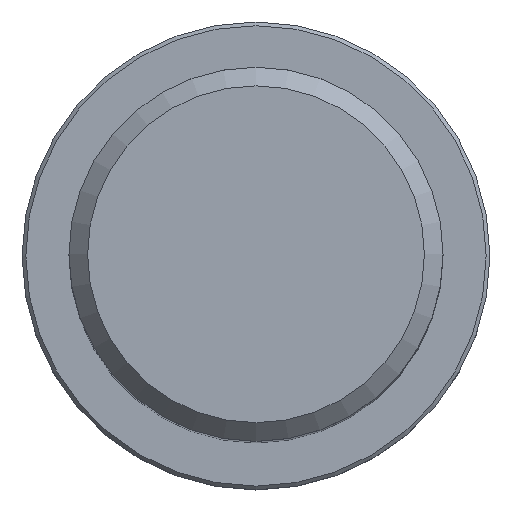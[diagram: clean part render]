
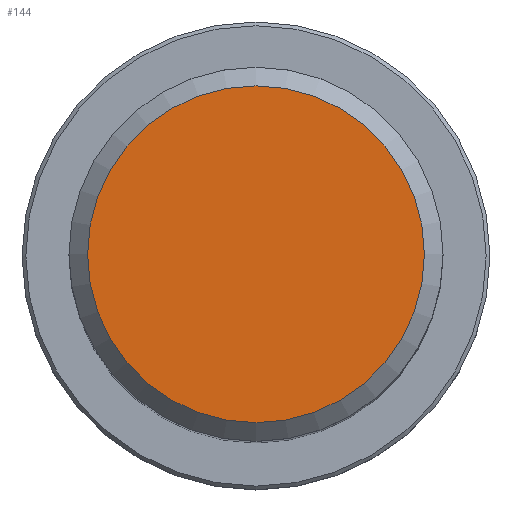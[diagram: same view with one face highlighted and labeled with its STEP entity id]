
A CAD part, top view. The second image highlights one B-rep face of the part: STEP entity #144.
In plain terms, the highlighted planar face has unit normal (0, 0, 1).
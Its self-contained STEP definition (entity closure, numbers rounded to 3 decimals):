
#138=PLANE('',#416);
#141=FACE_OUTER_BOUND('',#255,.T.);
#144=ADVANCED_FACE('',(#141),#138,.F.);
#177=CIRCLE('',#415,9.);
#255=EDGE_LOOP('',(#307));
#307=ORIENTED_EDGE('',*,*,#387,.T.);
#359=VERTEX_POINT('',#595);
#387=EDGE_CURVE('',#359,#359,#177,.T.);
#415=AXIS2_PLACEMENT_3D('',#594,#471,#472);
#416=AXIS2_PLACEMENT_3D('',#596,#473,#474);
#471=DIRECTION('',(0.,0.,1.));
#472=DIRECTION('',(0.,1.,0.));
#473=DIRECTION('',(0.,0.,-1.));
#474=DIRECTION('',(0.,-1.,0.));
#594=CARTESIAN_POINT('',(0.,0.,50.));
#595=CARTESIAN_POINT('',(0.,9.,50.));
#596=CARTESIAN_POINT('',(-9.,0.,50.));
